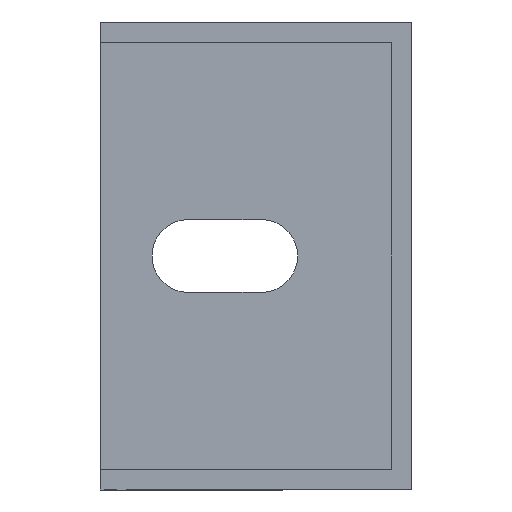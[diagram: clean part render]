
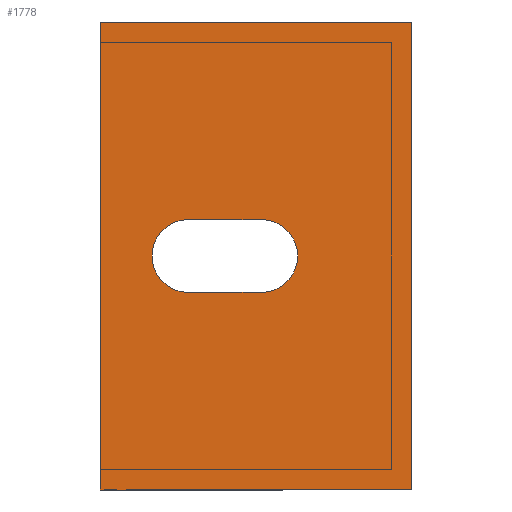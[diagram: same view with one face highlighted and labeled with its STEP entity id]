
A CAD part, left-side view. The second image highlights one B-rep face of the part: STEP entity #1778.
In plain terms, the highlighted planar face has unit normal (-1, 0, 0).
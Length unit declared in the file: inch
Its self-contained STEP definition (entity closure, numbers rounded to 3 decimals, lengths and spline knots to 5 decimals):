
#261 = CARTESIAN_POINT ( 'NONE',  ( -9.88189, 0.84646, -0.1378 ) ) ;
#320 = LINE ( 'NONE', #6771, #7199 ) ;
#377 = CARTESIAN_POINT ( 'NONE',  ( -9.88189, 1.1811, 0.88583 ) ) ;
#591 = FACE_OUTER_BOUND ( 'NONE', #7446, .T. ) ;
#640 = ORIENTED_EDGE ( 'NONE', *, *, #5644, .F. ) ;
#694 = FACE_BOUND ( 'NONE', #5770, .T. ) ;
#700 = VERTEX_POINT ( 'NONE', #9417 ) ;
#885 = CARTESIAN_POINT ( 'NONE',  ( -9.88189, 0.57087, -0.1378 ) ) ;
#929 = ORIENTED_EDGE ( 'NONE', *, *, #9591, .T. ) ;
#1102 = CARTESIAN_POINT ( 'NONE',  ( -9.88189, 0.84646, 0.1378 ) ) ;
#1521 = ORIENTED_EDGE ( 'NONE', *, *, #5589, .F. ) ;
#1626 = AXIS2_PLACEMENT_3D ( 'NONE', #4672, #10244, #3737 ) ;
#1650 = CIRCLE ( 'NONE', #5162, 0.1378 ) ;
#1765 = CARTESIAN_POINT ( 'NONE',  ( -9.88189, 0., -0.1378 ) ) ;
#1778 = ADVANCED_FACE ( 'NONE', ( #591, #694 ), #6878, .T. ) ;
#1843 = VECTOR ( 'NONE', #10319, 39.37008 ) ;
#1886 = VERTEX_POINT ( 'NONE', #8088 ) ;
#2145 = EDGE_CURVE ( 'NONE', #6881, #4650, #5970, .T. ) ;
#2164 = VERTEX_POINT ( 'NONE', #261 ) ;
#2198 = ORIENTED_EDGE ( 'NONE', *, *, #7197, .T. ) ;
#2431 = LINE ( 'NONE', #5620, #8922 ) ;
#2628 = CARTESIAN_POINT ( 'NONE',  ( -9.88189, 0., 0.88583 ) ) ;
#2738 = LINE ( 'NONE', #2628, #8039 ) ;
#2853 = EDGE_CURVE ( 'NONE', #1886, #5864, #1650, .T. ) ;
#3018 = AXIS2_PLACEMENT_3D ( 'NONE', #3231, #7370, #4066 ) ;
#3231 = CARTESIAN_POINT ( 'NONE',  ( -9.88189, 0.84646, 0. ) ) ;
#3267 = DIRECTION ( 'NONE',  ( 1., 0., 0. ) ) ;
#3518 = CIRCLE ( 'NONE', #3018, 0.1378 ) ;
#3712 = ORIENTED_EDGE ( 'NONE', *, *, #2853, .T. ) ;
#3737 = DIRECTION ( 'NONE',  ( 0., -1., 0. ) ) ;
#4060 = EDGE_CURVE ( 'NONE', #6897, #1886, #4331, .T. ) ;
#4066 = DIRECTION ( 'NONE',  ( 0., 0., 1. ) ) ;
#4331 = LINE ( 'NONE', #5019, #5495 ) ;
#4414 = DIRECTION ( 'NONE',  ( 0., 1., 0. ) ) ;
#4650 = VERTEX_POINT ( 'NONE', #8422 ) ;
#4672 = CARTESIAN_POINT ( 'NONE',  ( -9.88189, 0., 5.76728 ) ) ;
#4788 = ORIENTED_EDGE ( 'NONE', *, *, #6269, .T. ) ;
#5019 = CARTESIAN_POINT ( 'NONE',  ( -9.88189, 0., 0.1378 ) ) ;
#5162 = AXIS2_PLACEMENT_3D ( 'NONE', #8148, #3267, #6463 ) ;
#5495 = VECTOR ( 'NONE', #8227, 39.37008 ) ;
#5589 = EDGE_CURVE ( 'NONE', #6881, #9937, #2738, .T. ) ;
#5620 = CARTESIAN_POINT ( 'NONE',  ( -9.88189, 0., 0. ) ) ;
#5644 = EDGE_CURVE ( 'NONE', #700, #4650, #320, .T. ) ;
#5747 = LINE ( 'NONE', #1765, #1843 ) ;
#5770 = EDGE_LOOP ( 'NONE', ( #3712, #929, #4788, #7451 ) ) ;
#5864 = VERTEX_POINT ( 'NONE', #885 ) ;
#5970 = LINE ( 'NONE', #7611, #7677 ) ;
#6269 = EDGE_CURVE ( 'NONE', #2164, #6897, #3518, .T. ) ;
#6463 = DIRECTION ( 'NONE',  ( 0., 0., 1. ) ) ;
#6771 = CARTESIAN_POINT ( 'NONE',  ( -9.88189, 0., -0.88583 ) ) ;
#6878 = PLANE ( 'NONE',  #1626 ) ;
#6881 = VERTEX_POINT ( 'NONE', #377 ) ;
#6897 = VERTEX_POINT ( 'NONE', #1102 ) ;
#6982 = ORIENTED_EDGE ( 'NONE', *, *, #2145, .T. ) ;
#7197 = EDGE_CURVE ( 'NONE', #700, #9937, #2431, .T. ) ;
#7199 = VECTOR ( 'NONE', #4414, 39.37008 ) ;
#7370 = DIRECTION ( 'NONE',  ( 1., 0., 0. ) ) ;
#7446 = EDGE_LOOP ( 'NONE', ( #2198, #1521, #6982, #640 ) ) ;
#7448 = DIRECTION ( 'NONE',  ( 0., 0., -1. ) ) ;
#7451 = ORIENTED_EDGE ( 'NONE', *, *, #4060, .T. ) ;
#7567 = DIRECTION ( 'NONE',  ( 0., -1., 0. ) ) ;
#7611 = CARTESIAN_POINT ( 'NONE',  ( -9.88189, 1.1811, 5.76728 ) ) ;
#7677 = VECTOR ( 'NONE', #7448, 39.37008 ) ;
#8039 = VECTOR ( 'NONE', #7567, 39.37008 ) ;
#8053 = CARTESIAN_POINT ( 'NONE',  ( -9.88189, 0., 0.88583 ) ) ;
#8088 = CARTESIAN_POINT ( 'NONE',  ( -9.88189, 0.57087, 0.1378 ) ) ;
#8148 = CARTESIAN_POINT ( 'NONE',  ( -9.88189, 0.57087, 0. ) ) ;
#8227 = DIRECTION ( 'NONE',  ( 0., -1., 0. ) ) ;
#8422 = CARTESIAN_POINT ( 'NONE',  ( -9.88189, 1.1811, -0.88583 ) ) ;
#8826 = DIRECTION ( 'NONE',  ( 0., 0., 1. ) ) ;
#8922 = VECTOR ( 'NONE', #8826, 39.37008 ) ;
#9417 = CARTESIAN_POINT ( 'NONE',  ( -9.88189, 0., -0.88583 ) ) ;
#9591 = EDGE_CURVE ( 'NONE', #5864, #2164, #5747, .T. ) ;
#9937 = VERTEX_POINT ( 'NONE', #8053 ) ;
#10244 = DIRECTION ( 'NONE',  ( -1., 0., 0. ) ) ;
#10319 = DIRECTION ( 'NONE',  ( 0., 1., 0. ) ) ;
